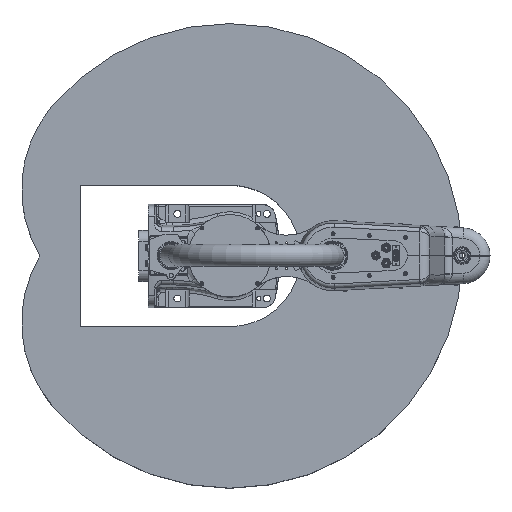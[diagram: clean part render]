
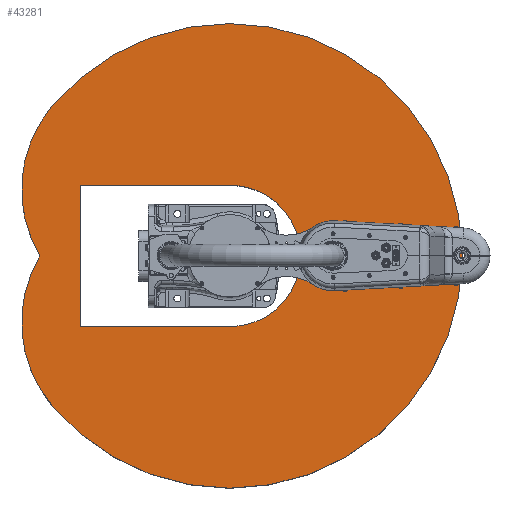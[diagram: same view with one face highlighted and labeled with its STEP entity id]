
A CAD part, top view. The second image highlights one B-rep face of the part: STEP entity #43281.
In plain terms, the highlighted planar face has unit normal (0, 0, 1).
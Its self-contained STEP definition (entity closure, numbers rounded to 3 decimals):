
#929=FACE_BOUND('',#15323,.T.);
#2061=PLANE('',#47438);
#4967=LINE('',#99763,#7882);
#4971=LINE('',#99775,#7886);
#4974=LINE('',#99779,#7889);
#7882=VECTOR('',#57934,10.);
#7886=VECTOR('',#57946,10.);
#7889=VECTOR('',#57951,10.);
#10202=CIRCLE('',#47426,137.);
#10204=CIRCLE('',#47431,250.);
#10206=CIRCLE('',#47434,250.);
#10208=CIRCLE('',#47437,450.);
#12598=FACE_OUTER_BOUND('',#15322,.T.);
#15322=EDGE_LOOP('',(#38431,#38432,#38433));
#15323=EDGE_LOOP('',(#38434,#38435,#38436,#38437));
#20325=VERTEX_POINT('',#99760);
#20326=VERTEX_POINT('',#99762);
#20328=VERTEX_POINT('',#99768);
#20330=VERTEX_POINT('',#99774);
#20333=VERTEX_POINT('',#99784);
#20334=VERTEX_POINT('',#99786);
#20336=VERTEX_POINT('',#99792);
#26354=EDGE_CURVE('',#20326,#20325,#4967,.T.);
#26357=EDGE_CURVE('',#20328,#20326,#10202,.T.);
#26360=EDGE_CURVE('',#20330,#20328,#4971,.T.);
#26363=EDGE_CURVE('',#20325,#20330,#4974,.T.);
#26366=EDGE_CURVE('',#20334,#20333,#10204,.T.);
#26369=EDGE_CURVE('',#20336,#20334,#10206,.T.);
#26372=EDGE_CURVE('',#20333,#20336,#10208,.T.);
#38431=ORIENTED_EDGE('',*,*,#26372,.T.);
#38432=ORIENTED_EDGE('',*,*,#26369,.T.);
#38433=ORIENTED_EDGE('',*,*,#26366,.T.);
#38434=ORIENTED_EDGE('',*,*,#26363,.T.);
#38435=ORIENTED_EDGE('',*,*,#26360,.T.);
#38436=ORIENTED_EDGE('',*,*,#26357,.T.);
#38437=ORIENTED_EDGE('',*,*,#26354,.T.);
#43281=ADVANCED_FACE('',(#12598,#929),#2061,.T.);
#47426=AXIS2_PLACEMENT_3D('',#99769,#57940,#57941);
#47431=AXIS2_PLACEMENT_3D('',#99787,#57957,#57958);
#47434=AXIS2_PLACEMENT_3D('',#99793,#57964,#57965);
#47437=AXIS2_PLACEMENT_3D('',#99797,#57971,#57972);
#47438=AXIS2_PLACEMENT_3D('',#99798,#57973,#57974);
#57934=DIRECTION('',(0.,-1.,0.));
#57940=DIRECTION('center_axis',(0.,0.,-1.));
#57941=DIRECTION('ref_axis',(-1.,0.,0.));
#57946=DIRECTION('',(0.,1.,0.));
#57951=DIRECTION('',(-1.,0.,0.));
#57957=DIRECTION('center_axis',(0.,0.,1.));
#57958=DIRECTION('ref_axis',(1.,0.,0.));
#57964=DIRECTION('center_axis',(0.,0.,1.));
#57965=DIRECTION('ref_axis',(1.,0.,0.));
#57971=DIRECTION('center_axis',(0.,0.,1.));
#57972=DIRECTION('ref_axis',(1.,0.,0.));
#57973=DIRECTION('center_axis',(0.,0.,1.));
#57974=DIRECTION('ref_axis',(1.,0.,0.));
#99760=CARTESIAN_POINT('',(137.,-290.,200.));
#99762=CARTESIAN_POINT('',(137.,0.,200.));
#99763=CARTESIAN_POINT('',(137.,0.,200.));
#99768=CARTESIAN_POINT('',(-137.,0.,200.));
#99769=CARTESIAN_POINT('Origin',(0.,0.,200.));
#99774=CARTESIAN_POINT('',(-137.,-290.,200.));
#99775=CARTESIAN_POINT('',(-137.,-290.,200.));
#99779=CARTESIAN_POINT('',(137.,-290.,200.));
#99784=CARTESIAN_POINT('',(288.746,-345.146,200.));
#99786=CARTESIAN_POINT('',(0.,-367.622,200.));
#99787=CARTESIAN_POINT('Origin',(128.558,-153.209,200.));
#99792=CARTESIAN_POINT('',(-288.746,-345.146,200.));
#99793=CARTESIAN_POINT('Origin',(-128.558,-153.209,200.));
#99797=CARTESIAN_POINT('Origin',(0.,0.,200.));
#99798=CARTESIAN_POINT('Origin',(0.,23.396,200.));
